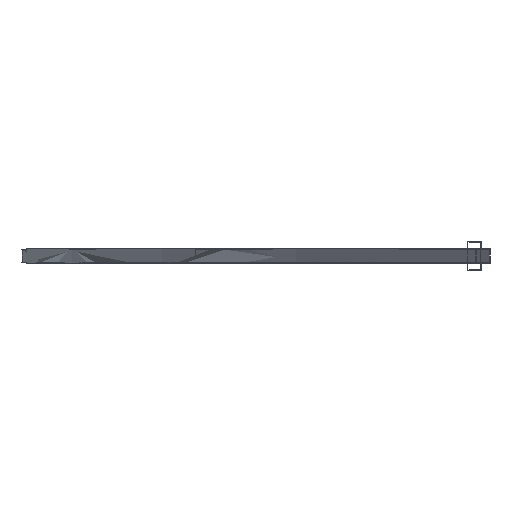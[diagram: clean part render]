
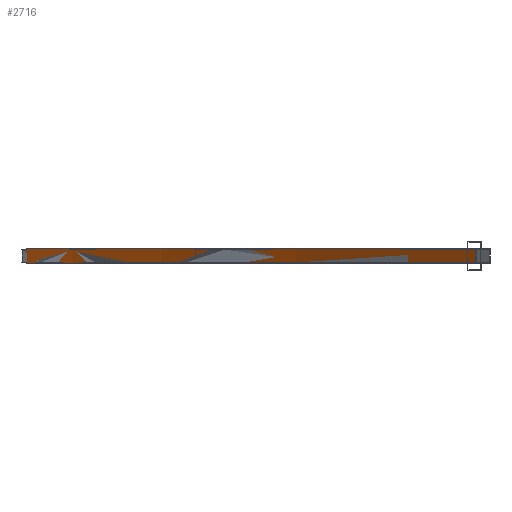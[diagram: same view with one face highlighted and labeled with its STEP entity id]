
A CAD part, left-side view. The second image highlights one B-rep face of the part: STEP entity #2716.
In plain terms, the highlighted cylindrical face has radius 99504.9 mm (diameter 199010 mm), a partial arc.
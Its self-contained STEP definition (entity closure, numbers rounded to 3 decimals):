
#391 = CARTESIAN_POINT ( 'NONE',  ( 0., -97929.906, 0. ) ) ;
#2120 = VERTEX_POINT ( 'NONE', #21920 ) ;
#2478 = CARTESIAN_POINT ( 'NONE',  ( 0., -97929.906, -25.5 ) ) ;
#2542 = DIRECTION ( 'NONE',  ( 0., 0., 1. ) ) ;
#2716 = ADVANCED_FACE ( 'NONE', ( #4101 ), #12545, .T. ) ;
#2764 = VERTEX_POINT ( 'NONE', #12770 ) ;
#2866 = VERTEX_POINT ( 'NONE', #13209 ) ;
#3178 = ORIENTED_EDGE ( 'NONE', *, *, #17914, .T. ) ;
#3225 = EDGE_CURVE ( 'NONE', #2866, #2120, #21377, .T. ) ;
#3628 = LINE ( 'NONE', #9130, #4034 ) ;
#4034 = VECTOR ( 'NONE', #21379, 1000. ) ;
#4101 = FACE_OUTER_BOUND ( 'NONE', #19853, .T. ) ;
#5722 = ORIENTED_EDGE ( 'NONE', *, *, #16758, .F. ) ;
#5852 = DIRECTION ( 'NONE',  ( 0., 0., -1. ) ) ;
#6153 = CIRCLE ( 'NONE', #6508, 99504.906 ) ;
#6508 = AXIS2_PLACEMENT_3D ( 'NONE', #12515, #21177, #10938 ) ;
#9130 = CARTESIAN_POINT ( 'NONE',  ( 17655.525, -3.869, 25.5 ) ) ;
#9860 = AXIS2_PLACEMENT_3D ( 'NONE', #391, #14449, #17607 ) ;
#10938 = DIRECTION ( 'NONE',  ( -0.177, 0.984, 0. ) ) ;
#12515 = CARTESIAN_POINT ( 'NONE',  ( 0., -97929.906, 25.5 ) ) ;
#12545 = CYLINDRICAL_SURFACE ( 'NONE', #9860, 99504.906 ) ;
#12719 = DIRECTION ( 'NONE',  ( -0.177, 0.984, 0. ) ) ;
#12770 = CARTESIAN_POINT ( 'NONE',  ( 17655.525, -3.869, 25.5 ) ) ;
#13209 = CARTESIAN_POINT ( 'NONE',  ( -17655.525, -3.869, -25.5 ) ) ;
#13912 = LINE ( 'NONE', #20783, #14130 ) ;
#13985 = VERTEX_POINT ( 'NONE', #21284 ) ;
#14130 = VECTOR ( 'NONE', #2542, 1000. ) ;
#14449 = DIRECTION ( 'NONE',  ( 0., 0., -1. ) ) ;
#15142 = EDGE_CURVE ( 'NONE', #13985, #2764, #6153, .T. ) ;
#15869 = ORIENTED_EDGE ( 'NONE', *, *, #15142, .T. ) ;
#15985 = AXIS2_PLACEMENT_3D ( 'NONE', #2478, #5852, #12719 ) ;
#16758 = EDGE_CURVE ( 'NONE', #2120, #2764, #3628, .T. ) ;
#17607 = DIRECTION ( 'NONE',  ( -1., 0., 0. ) ) ;
#17914 = EDGE_CURVE ( 'NONE', #2866, #13985, #13912, .T. ) ;
#19853 = EDGE_LOOP ( 'NONE', ( #5722, #20982, #3178, #15869 ) ) ;
#20783 = CARTESIAN_POINT ( 'NONE',  ( -17655.525, -3.869, 25.5 ) ) ;
#20982 = ORIENTED_EDGE ( 'NONE', *, *, #3225, .F. ) ;
#21177 = DIRECTION ( 'NONE',  ( 0., 0., -1. ) ) ;
#21284 = CARTESIAN_POINT ( 'NONE',  ( -17655.525, -3.869, 25.5 ) ) ;
#21377 = CIRCLE ( 'NONE', #15985, 99504.906 ) ;
#21379 = DIRECTION ( 'NONE',  ( 0., 0., 1. ) ) ;
#21920 = CARTESIAN_POINT ( 'NONE',  ( 17655.525, -3.869, -25.5 ) ) ;
